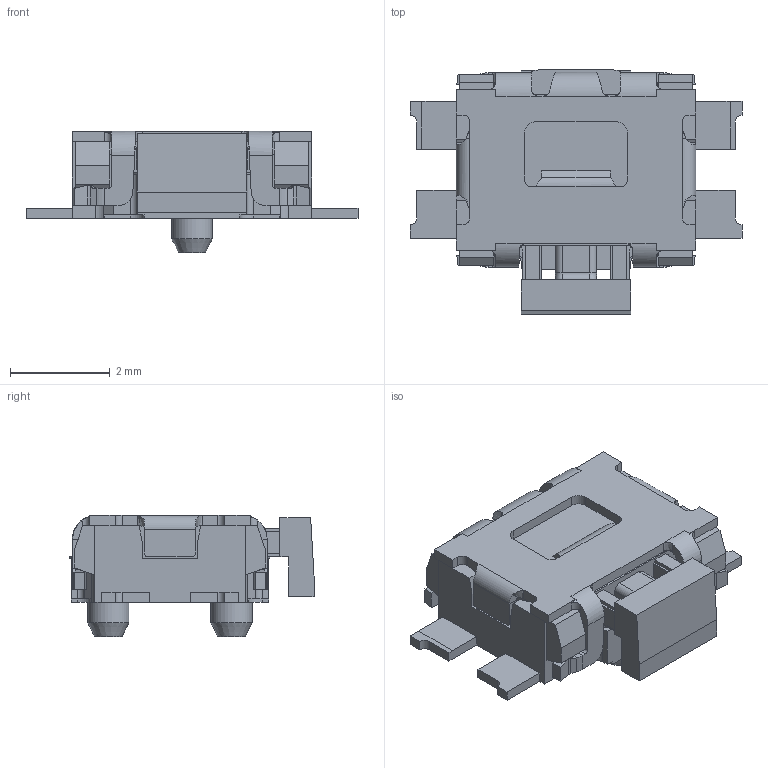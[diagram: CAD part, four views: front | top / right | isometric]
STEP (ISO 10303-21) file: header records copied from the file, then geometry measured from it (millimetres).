
FILE_SCHEMA (('AUTOMOTIVE_DESIGN { 1 0 10303 214 3 1 1 }'));
Length unit declared in the file: millimetre
Products named in the file (1): (Unsaved)
Bounding box: 6.65 x 4.89 x 2.43 mm (x, y, z)
Volume: 32.5 mm3; surface area: 111.8 mm2
Topology: 1 solids, 1 shells, 452 faces, 1262 edges, 804 vertices
Faces by surface type: plane 340, cylinder 94, bspline 14, torus 2, cone 2
Full cylindrical faces by diameter (mm): 0.823 x2
Entity records: 15285 total; most frequent: CARTESIAN_POINT 3161, ORIENTED_EDGE 2524, DIRECTION 2282, EDGE_CURVE 1262, LINE 1010, VECTOR 1010, VERTEX_POINT 804, AXIS2_PLACEMENT_3D 636
